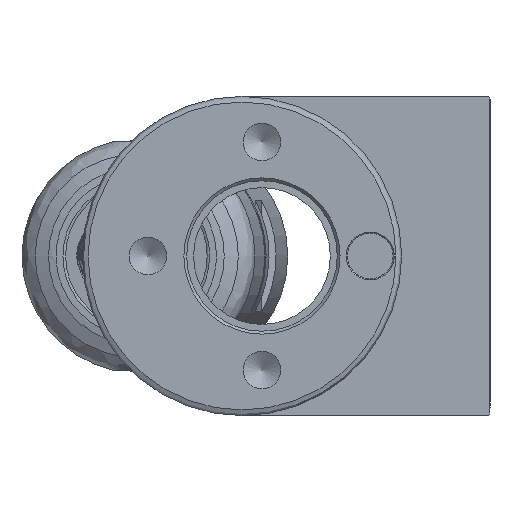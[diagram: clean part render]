
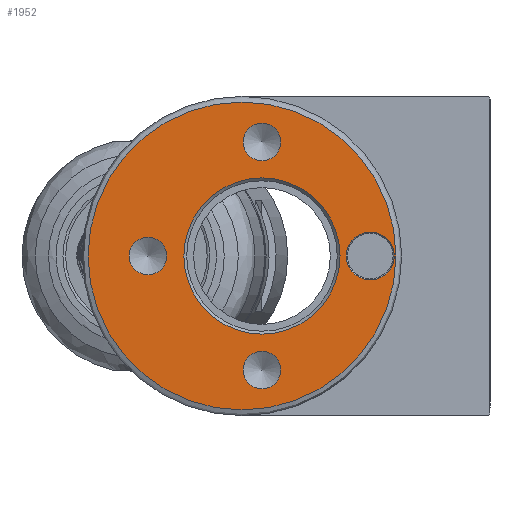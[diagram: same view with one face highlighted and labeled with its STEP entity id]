
A CAD part, left-side view. The second image highlights one B-rep face of the part: STEP entity #1952.
In plain terms, the highlighted planar face has unit normal (-1, 0, 0).
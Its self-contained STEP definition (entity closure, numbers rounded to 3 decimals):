
#35 = DIRECTION ( 'NONE',  ( 0., 0., -1. ) ) ;
#64 = CARTESIAN_POINT ( 'NONE',  ( 0., 0., 0. ) ) ;
#362 = EDGE_LOOP ( 'NONE', ( #2493 ) ) ;
#436 = AXIS2_PLACEMENT_3D ( 'NONE', #4316, #4706, #3765 ) ;
#482 = CIRCLE ( 'NONE', #4281, 1.65 ) ;
#625 = DIRECTION ( 'NONE',  ( -1., 0., 0. ) ) ;
#748 = CARTESIAN_POINT ( 'NONE',  ( 0., 8.25, 1.65 ) ) ;
#764 = CIRCLE ( 'NONE', #2190, 1.65 ) ;
#783 = VERTEX_POINT ( 'NONE', #3213 ) ;
#843 = DIRECTION ( 'NONE',  ( -1., 0., 0. ) ) ;
#894 = ORIENTED_EDGE ( 'NONE', *, *, #2543, .T. ) ;
#965 = EDGE_LOOP ( 'NONE', ( #5461 ) ) ;
#967 = CIRCLE ( 'NONE', #1778, 2.1 ) ;
#1170 = CIRCLE ( 'NONE', #4449, 13.5 ) ;
#1225 = CARTESIAN_POINT ( 'NONE',  ( 0., -11.25, 2.1 ) ) ;
#1360 = FACE_BOUND ( 'NONE', #6082, .T. ) ;
#1467 = AXIS2_PLACEMENT_3D ( 'NONE', #2633, #4603, #1801 ) ;
#1778 = AXIS2_PLACEMENT_3D ( 'NONE', #3945, #6029, #3565 ) ;
#1801 = DIRECTION ( 'NONE',  ( 0., 0., -1. ) ) ;
#1806 = FACE_OUTER_BOUND ( 'NONE', #2616, .T. ) ;
#1952 = ADVANCED_FACE ( 'NONE', ( #5725, #2769, #1360, #3226, #5265, #1806 ), #5816, .F. ) ;
#2190 = AXIS2_PLACEMENT_3D ( 'NONE', #2770, #4840, #5331 ) ;
#2281 = CARTESIAN_POINT ( 'NONE',  ( 0., -1.75, 10. ) ) ;
#2441 = ORIENTED_EDGE ( 'NONE', *, *, #4477, .F. ) ;
#2493 = ORIENTED_EDGE ( 'NONE', *, *, #2860, .F. ) ;
#2543 = EDGE_CURVE ( 'NONE', #4008, #4008, #1170, .T. ) ;
#2616 = EDGE_LOOP ( 'NONE', ( #894 ) ) ;
#2633 = CARTESIAN_POINT ( 'NONE',  ( 0., -1.75, 0. ) ) ;
#2769 = FACE_BOUND ( 'NONE', #4466, .T. ) ;
#2770 = CARTESIAN_POINT ( 'NONE',  ( 0., 8.25, 0. ) ) ;
#2860 = EDGE_CURVE ( 'NONE', #3249, #3249, #764, .T. ) ;
#2991 = CIRCLE ( 'NONE', #3808, 1.65 ) ;
#3213 = CARTESIAN_POINT ( 'NONE',  ( 0., -1.75, -6.85 ) ) ;
#3226 = FACE_BOUND ( 'NONE', #362, .T. ) ;
#3249 = VERTEX_POINT ( 'NONE', #748 ) ;
#3343 = DIRECTION ( 'NONE',  ( -1., 0., 0. ) ) ;
#3418 = CIRCLE ( 'NONE', #1467, 6.85 ) ;
#3447 = ORIENTED_EDGE ( 'NONE', *, *, #4246, .F. ) ;
#3565 = DIRECTION ( 'NONE',  ( 0., 0., 1. ) ) ;
#3630 = VERTEX_POINT ( 'NONE', #5618 ) ;
#3765 = DIRECTION ( 'NONE',  ( 0., 0., -1. ) ) ;
#3808 = AXIS2_PLACEMENT_3D ( 'NONE', #5833, #843, #6253 ) ;
#3876 = EDGE_CURVE ( 'NONE', #783, #783, #3418, .T. ) ;
#3945 = CARTESIAN_POINT ( 'NONE',  ( 0., -11.25, 0. ) ) ;
#4008 = VERTEX_POINT ( 'NONE', #5997 ) ;
#4246 = EDGE_CURVE ( 'NONE', #5647, #5647, #967, .T. ) ;
#4247 = DIRECTION ( 'NONE',  ( 0., 0., 1. ) ) ;
#4278 = CARTESIAN_POINT ( 'NONE',  ( 0., -1.75, 11.65 ) ) ;
#4281 = AXIS2_PLACEMENT_3D ( 'NONE', #2281, #3343, #4247 ) ;
#4316 = CARTESIAN_POINT ( 'NONE',  ( 0., 0., 0. ) ) ;
#4449 = AXIS2_PLACEMENT_3D ( 'NONE', #64, #625, #35 ) ;
#4466 = EDGE_LOOP ( 'NONE', ( #3447 ) ) ;
#4477 = EDGE_CURVE ( 'NONE', #3630, #3630, #2991, .T. ) ;
#4603 = DIRECTION ( 'NONE',  ( 1., 0., 0. ) ) ;
#4686 = ORIENTED_EDGE ( 'NONE', *, *, #3876, .T. ) ;
#4706 = DIRECTION ( 'NONE',  ( 1., 0., 0. ) ) ;
#4840 = DIRECTION ( 'NONE',  ( -1., 0., 0. ) ) ;
#4861 = VERTEX_POINT ( 'NONE', #4278 ) ;
#5265 = FACE_BOUND ( 'NONE', #965, .T. ) ;
#5331 = DIRECTION ( 'NONE',  ( 0., 0., 1. ) ) ;
#5461 = ORIENTED_EDGE ( 'NONE', *, *, #5600, .F. ) ;
#5600 = EDGE_CURVE ( 'NONE', #4861, #4861, #482, .T. ) ;
#5618 = CARTESIAN_POINT ( 'NONE',  ( 0., -1.75, -8.35 ) ) ;
#5647 = VERTEX_POINT ( 'NONE', #1225 ) ;
#5725 = FACE_BOUND ( 'NONE', #5752, .T. ) ;
#5752 = EDGE_LOOP ( 'NONE', ( #4686 ) ) ;
#5816 = PLANE ( 'NONE',  #436 ) ;
#5833 = CARTESIAN_POINT ( 'NONE',  ( 0., -1.75, -10. ) ) ;
#5997 = CARTESIAN_POINT ( 'NONE',  ( 0., 0., -13.5 ) ) ;
#6029 = DIRECTION ( 'NONE',  ( -1., 0., 0. ) ) ;
#6082 = EDGE_LOOP ( 'NONE', ( #2441 ) ) ;
#6253 = DIRECTION ( 'NONE',  ( 0., 0., 1. ) ) ;
